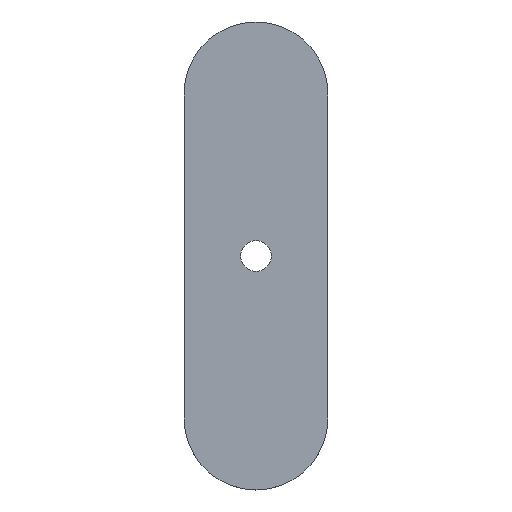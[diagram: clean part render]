
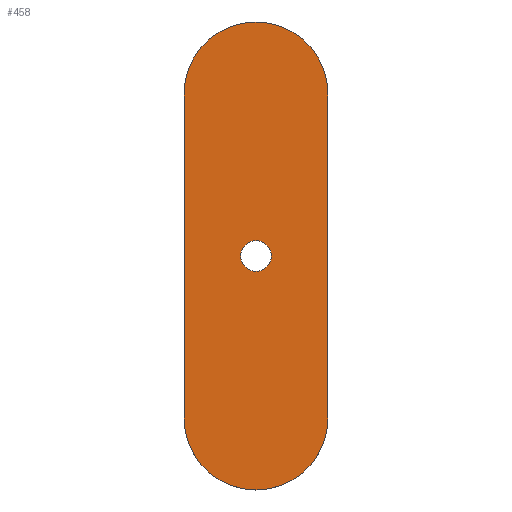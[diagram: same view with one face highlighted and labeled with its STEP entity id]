
A CAD part, top view. The second image highlights one B-rep face of the part: STEP entity #458.
In plain terms, the highlighted planar face has unit normal (0, 0, 1).
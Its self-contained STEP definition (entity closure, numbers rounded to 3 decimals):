
#35 = VERTEX_POINT('',#36);
#36 = CARTESIAN_POINT('',(8.,18.,2.));
#43 = CYLINDRICAL_SURFACE('',#44,8.);
#44 = AXIS2_PLACEMENT_3D('',#45,#46,#47);
#45 = CARTESIAN_POINT('',(0.,18.,0.));
#46 = DIRECTION('',(-0.,-0.,-1.));
#47 = DIRECTION('',(1.,0.,0.));
#55 = PLANE('',#56);
#56 = AXIS2_PLACEMENT_3D('',#57,#58,#59);
#57 = CARTESIAN_POINT('',(8.,18.,0.));
#58 = DIRECTION('',(1.,0.,0.));
#59 = DIRECTION('',(0.,-1.,0.));
#67 = EDGE_CURVE('',#35,#68,#70,.T.);
#68 = VERTEX_POINT('',#69);
#69 = CARTESIAN_POINT('',(-8.,18.,2.));
#70 = SURFACE_CURVE('',#71,(#76,#83),.PCURVE_S1.);
#71 = CIRCLE('',#72,8.);
#72 = AXIS2_PLACEMENT_3D('',#73,#74,#75);
#73 = CARTESIAN_POINT('',(0.,18.,2.));
#74 = DIRECTION('',(0.,0.,1.));
#75 = DIRECTION('',(1.,0.,0.));
#76 = PCURVE('',#43,#77);
#77 = DEFINITIONAL_REPRESENTATION('',(#78),#82);
#78 = LINE('',#79,#80);
#79 = CARTESIAN_POINT('',(-0.,-2.));
#80 = VECTOR('',#81,1.);
#81 = DIRECTION('',(-1.,0.));
#82 = ( GEOMETRIC_REPRESENTATION_CONTEXT(2) 
PARAMETRIC_REPRESENTATION_CONTEXT() REPRESENTATION_CONTEXT('2D SPACE',''
  ) );
#83 = PCURVE('',#84,#89);
#84 = PLANE('',#85);
#85 = AXIS2_PLACEMENT_3D('',#86,#87,#88);
#86 = CARTESIAN_POINT('',(8.,18.,2.));
#87 = DIRECTION('',(0.,0.,-1.));
#88 = DIRECTION('',(-1.,0.,0.));
#89 = DEFINITIONAL_REPRESENTATION('',(#90),#98);
#90 = ( BOUNDED_CURVE() B_SPLINE_CURVE(2,(#91,#92,#93,#94,#95,#96,#97),
.UNSPECIFIED.,.F.,.F.) B_SPLINE_CURVE_WITH_KNOTS((1,2,2,2,2,1),(
    -2.094,0.,2.094,4.189,6.283,
8.378),.UNSPECIFIED.) CURVE() GEOMETRIC_REPRESENTATION_ITEM() 
RATIONAL_B_SPLINE_CURVE((1.,0.5,1.,0.5,1.,0.5,1.)) REPRESENTATION_ITEM(
  '') );
#91 = CARTESIAN_POINT('',(0.,0.));
#92 = CARTESIAN_POINT('',(0.,13.856));
#93 = CARTESIAN_POINT('',(12.,6.928));
#94 = CARTESIAN_POINT('',(24.,0.));
#95 = CARTESIAN_POINT('',(12.,-6.928));
#96 = CARTESIAN_POINT('',(0.,-13.856));
#97 = CARTESIAN_POINT('',(0.,0.));
#98 = ( GEOMETRIC_REPRESENTATION_CONTEXT(2) 
PARAMETRIC_REPRESENTATION_CONTEXT() REPRESENTATION_CONTEXT('2D SPACE',''
  ) );
#116 = PLANE('',#117);
#117 = AXIS2_PLACEMENT_3D('',#118,#119,#120);
#118 = CARTESIAN_POINT('',(-8.,18.,0.));
#119 = DIRECTION('',(1.,0.,-0.));
#120 = DIRECTION('',(0.,-1.,0.));
#163 = EDGE_CURVE('',#68,#164,#166,.T.);
#164 = VERTEX_POINT('',#165);
#165 = CARTESIAN_POINT('',(-8.,-18.,2.));
#166 = SURFACE_CURVE('',#167,(#171,#178),.PCURVE_S1.);
#167 = LINE('',#168,#169);
#168 = CARTESIAN_POINT('',(-8.,18.,2.));
#169 = VECTOR('',#170,1.);
#170 = DIRECTION('',(0.,-1.,0.));
#171 = PCURVE('',#116,#172);
#172 = DEFINITIONAL_REPRESENTATION('',(#173),#177);
#173 = LINE('',#174,#175);
#174 = CARTESIAN_POINT('',(0.,-2.));
#175 = VECTOR('',#176,1.);
#176 = DIRECTION('',(1.,0.));
#177 = ( GEOMETRIC_REPRESENTATION_CONTEXT(2) 
PARAMETRIC_REPRESENTATION_CONTEXT() REPRESENTATION_CONTEXT('2D SPACE',''
  ) );
#178 = PCURVE('',#84,#179);
#179 = DEFINITIONAL_REPRESENTATION('',(#180),#184);
#180 = LINE('',#181,#182);
#181 = CARTESIAN_POINT('',(16.,0.));
#182 = VECTOR('',#183,1.);
#183 = DIRECTION('',(0.,-1.));
#184 = ( GEOMETRIC_REPRESENTATION_CONTEXT(2) 
PARAMETRIC_REPRESENTATION_CONTEXT() REPRESENTATION_CONTEXT('2D SPACE',''
  ) );
#202 = CYLINDRICAL_SURFACE('',#203,8.);
#203 = AXIS2_PLACEMENT_3D('',#204,#205,#206);
#204 = CARTESIAN_POINT('',(0.,-18.,0.));
#205 = DIRECTION('',(-0.,-0.,-1.));
#206 = DIRECTION('',(1.,0.,0.));
#239 = EDGE_CURVE('',#164,#240,#242,.T.);
#240 = VERTEX_POINT('',#241);
#241 = CARTESIAN_POINT('',(8.,-18.,2.));
#242 = SURFACE_CURVE('',#243,(#248,#255),.PCURVE_S1.);
#243 = CIRCLE('',#244,8.);
#244 = AXIS2_PLACEMENT_3D('',#245,#246,#247);
#245 = CARTESIAN_POINT('',(0.,-18.,2.));
#246 = DIRECTION('',(0.,0.,1.));
#247 = DIRECTION('',(1.,0.,0.));
#248 = PCURVE('',#202,#249);
#249 = DEFINITIONAL_REPRESENTATION('',(#250),#254);
#250 = LINE('',#251,#252);
#251 = CARTESIAN_POINT('',(-0.,-2.));
#252 = VECTOR('',#253,1.);
#253 = DIRECTION('',(-1.,0.));
#254 = ( GEOMETRIC_REPRESENTATION_CONTEXT(2) 
PARAMETRIC_REPRESENTATION_CONTEXT() REPRESENTATION_CONTEXT('2D SPACE',''
  ) );
#255 = PCURVE('',#84,#256);
#256 = DEFINITIONAL_REPRESENTATION('',(#257),#265);
#257 = ( BOUNDED_CURVE() B_SPLINE_CURVE(2,(#258,#259,#260,#261,#262,#263
,#264),.UNSPECIFIED.,.F.,.F.) B_SPLINE_CURVE_WITH_KNOTS((1,2,2,2,2,1),(
    -2.094,0.,2.094,4.189,6.283,
8.378),.UNSPECIFIED.) CURVE() GEOMETRIC_REPRESENTATION_ITEM() 
RATIONAL_B_SPLINE_CURVE((1.,0.5,1.,0.5,1.,0.5,1.)) REPRESENTATION_ITEM(
  '') );
#258 = CARTESIAN_POINT('',(0.,-36.));
#259 = CARTESIAN_POINT('',(0.,-22.144));
#260 = CARTESIAN_POINT('',(12.,-29.072));
#261 = CARTESIAN_POINT('',(24.,-36.));
#262 = CARTESIAN_POINT('',(12.,-42.928));
#263 = CARTESIAN_POINT('',(0.,-49.856));
#264 = CARTESIAN_POINT('',(0.,-36.));
#265 = ( GEOMETRIC_REPRESENTATION_CONTEXT(2) 
PARAMETRIC_REPRESENTATION_CONTEXT() REPRESENTATION_CONTEXT('2D SPACE',''
  ) );
#320 = EDGE_CURVE('',#35,#240,#321,.T.);
#321 = SURFACE_CURVE('',#322,(#326,#333),.PCURVE_S1.);
#322 = LINE('',#323,#324);
#323 = CARTESIAN_POINT('',(8.,18.,2.));
#324 = VECTOR('',#325,1.);
#325 = DIRECTION('',(0.,-1.,0.));
#326 = PCURVE('',#55,#327);
#327 = DEFINITIONAL_REPRESENTATION('',(#328),#332);
#328 = LINE('',#329,#330);
#329 = CARTESIAN_POINT('',(0.,-2.));
#330 = VECTOR('',#331,1.);
#331 = DIRECTION('',(1.,-0.));
#332 = ( GEOMETRIC_REPRESENTATION_CONTEXT(2) 
PARAMETRIC_REPRESENTATION_CONTEXT() REPRESENTATION_CONTEXT('2D SPACE',''
  ) );
#333 = PCURVE('',#84,#334);
#334 = DEFINITIONAL_REPRESENTATION('',(#335),#339);
#335 = LINE('',#336,#337);
#336 = CARTESIAN_POINT('',(0.,0.));
#337 = VECTOR('',#338,1.);
#338 = DIRECTION('',(0.,-1.));
#339 = ( GEOMETRIC_REPRESENTATION_CONTEXT(2) 
PARAMETRIC_REPRESENTATION_CONTEXT() REPRESENTATION_CONTEXT('2D SPACE',''
  ) );
#369 = VERTEX_POINT('',#370);
#370 = CARTESIAN_POINT('',(1.7,0.,2.));
#377 = CYLINDRICAL_SURFACE('',#378,1.7);
#378 = AXIS2_PLACEMENT_3D('',#379,#380,#381);
#379 = CARTESIAN_POINT('',(0.,0.,0.));
#380 = DIRECTION('',(-0.,-0.,-1.));
#381 = DIRECTION('',(1.,0.,0.));
#396 = EDGE_CURVE('',#369,#369,#397,.T.);
#397 = SURFACE_CURVE('',#398,(#403,#410),.PCURVE_S1.);
#398 = CIRCLE('',#399,1.7);
#399 = AXIS2_PLACEMENT_3D('',#400,#401,#402);
#400 = CARTESIAN_POINT('',(0.,0.,2.));
#401 = DIRECTION('',(0.,0.,1.));
#402 = DIRECTION('',(1.,0.,0.));
#403 = PCURVE('',#377,#404);
#404 = DEFINITIONAL_REPRESENTATION('',(#405),#409);
#405 = LINE('',#406,#407);
#406 = CARTESIAN_POINT('',(-0.,-2.));
#407 = VECTOR('',#408,1.);
#408 = DIRECTION('',(-1.,0.));
#409 = ( GEOMETRIC_REPRESENTATION_CONTEXT(2) 
PARAMETRIC_REPRESENTATION_CONTEXT() REPRESENTATION_CONTEXT('2D SPACE',''
  ) );
#410 = PCURVE('',#84,#411);
#411 = DEFINITIONAL_REPRESENTATION('',(#412),#420);
#412 = ( BOUNDED_CURVE() B_SPLINE_CURVE(2,(#413,#414,#415,#416,#417,#418
,#419),.UNSPECIFIED.,.F.,.F.) B_SPLINE_CURVE_WITH_KNOTS((1,2,2,2,2,1),(
    -2.094,0.,2.094,4.189,6.283,
8.378),.UNSPECIFIED.) CURVE() GEOMETRIC_REPRESENTATION_ITEM() 
RATIONAL_B_SPLINE_CURVE((1.,0.5,1.,0.5,1.,0.5,1.)) REPRESENTATION_ITEM(
  '') );
#413 = CARTESIAN_POINT('',(6.3,-18.));
#414 = CARTESIAN_POINT('',(6.3,-15.056));
#415 = CARTESIAN_POINT('',(8.85,-16.528));
#416 = CARTESIAN_POINT('',(11.4,-18.));
#417 = CARTESIAN_POINT('',(8.85,-19.472));
#418 = CARTESIAN_POINT('',(6.3,-20.944));
#419 = CARTESIAN_POINT('',(6.3,-18.));
#420 = ( GEOMETRIC_REPRESENTATION_CONTEXT(2) 
PARAMETRIC_REPRESENTATION_CONTEXT() REPRESENTATION_CONTEXT('2D SPACE',''
  ) );
#458 = ADVANCED_FACE('',(#459,#465),#84,.F.);
#459 = FACE_BOUND('',#460,.T.);
#460 = EDGE_LOOP('',(#461,#462,#463,#464));
#461 = ORIENTED_EDGE('',*,*,#67,.T.);
#462 = ORIENTED_EDGE('',*,*,#163,.T.);
#463 = ORIENTED_EDGE('',*,*,#239,.T.);
#464 = ORIENTED_EDGE('',*,*,#320,.F.);
#465 = FACE_BOUND('',#466,.F.);
#466 = EDGE_LOOP('',(#467));
#467 = ORIENTED_EDGE('',*,*,#396,.T.);
